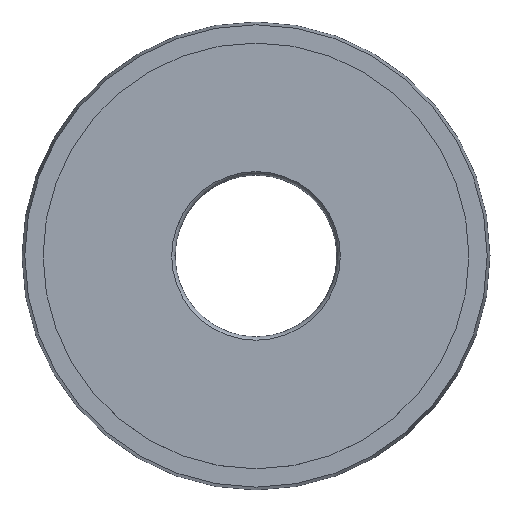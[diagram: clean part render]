
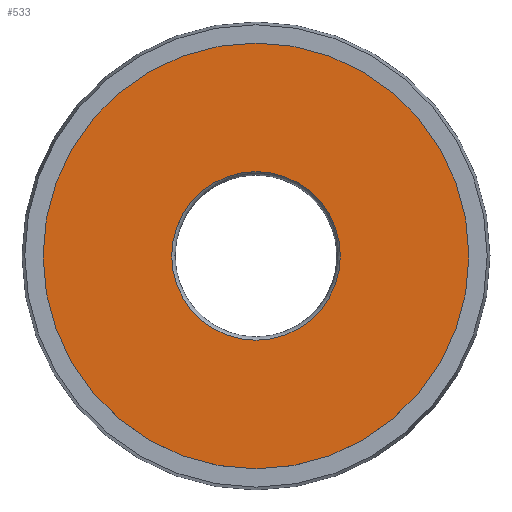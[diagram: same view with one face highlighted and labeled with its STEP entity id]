
A CAD part, top view. The second image highlights one B-rep face of the part: STEP entity #533.
In plain terms, the highlighted planar face has unit normal (0, 0, 1).
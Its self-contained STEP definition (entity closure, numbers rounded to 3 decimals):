
#11 = CARTESIAN_POINT ( 'NONE',  ( 0., 0., 0. ) ) ;
#22 = DIRECTION ( 'NONE',  ( 0., 0., 1. ) ) ;
#47 = DIRECTION ( 'NONE',  ( 0., 0., -1. ) ) ;
#48 = AXIS2_PLACEMENT_3D ( 'NONE', #143, #483, #635 ) ;
#56 = DIRECTION ( 'NONE',  ( 0., 0., 1. ) ) ;
#59 = DIRECTION ( 'NONE',  ( -1., 0., 0. ) ) ;
#76 = DIRECTION ( 'NONE',  ( 1., 0., 0. ) ) ;
#78 = AXIS2_PLACEMENT_3D ( 'NONE', #11, #22, #457 ) ;
#80 = CIRCLE ( 'NONE', #261, 6. ) ;
#106 = PLANE ( 'NONE',  #227 ) ;
#125 = EDGE_CURVE ( 'NONE', #381, #250, #320, .T. ) ;
#143 = CARTESIAN_POINT ( 'NONE',  ( 0., 0., 0. ) ) ;
#227 = AXIS2_PLACEMENT_3D ( 'NONE', #292, #47, #59 ) ;
#231 = EDGE_LOOP ( 'NONE', ( #438, #538 ) ) ;
#250 = VERTEX_POINT ( 'NONE', #411 ) ;
#261 = AXIS2_PLACEMENT_3D ( 'NONE', #498, #56, #645 ) ;
#292 = CARTESIAN_POINT ( 'NONE',  ( 0., 0., 0. ) ) ;
#320 = CIRCLE ( 'NONE', #599, 15.15 ) ;
#321 = CIRCLE ( 'NONE', #78, 15.15 ) ;
#326 = FACE_BOUND ( 'NONE', #620, .T. ) ;
#341 = CARTESIAN_POINT ( 'NONE',  ( 6., 0., 0. ) ) ;
#360 = CARTESIAN_POINT ( 'NONE',  ( -6., 0., 0. ) ) ;
#361 = CARTESIAN_POINT ( 'NONE',  ( 0., 0., 0. ) ) ;
#376 = VERTEX_POINT ( 'NONE', #360 ) ;
#381 = VERTEX_POINT ( 'NONE', #623 ) ;
#411 = CARTESIAN_POINT ( 'NONE',  ( 15.15, 0., 0. ) ) ;
#438 = ORIENTED_EDGE ( 'NONE', *, *, #640, .T. ) ;
#457 = DIRECTION ( 'NONE',  ( 1., 0., 0. ) ) ;
#470 = CIRCLE ( 'NONE', #48, 6. ) ;
#483 = DIRECTION ( 'NONE',  ( 0., 0., 1. ) ) ;
#497 = ORIENTED_EDGE ( 'NONE', *, *, #560, .F. ) ;
#498 = CARTESIAN_POINT ( 'NONE',  ( 0., 0., 0. ) ) ;
#521 = FACE_OUTER_BOUND ( 'NONE', #231, .T. ) ;
#523 = EDGE_CURVE ( 'NONE', #573, #376, #470, .T. ) ;
#524 = ORIENTED_EDGE ( 'NONE', *, *, #523, .F. ) ;
#533 = ADVANCED_FACE ( 'NONE', ( #326, #521 ), #106, .F. ) ;
#538 = ORIENTED_EDGE ( 'NONE', *, *, #125, .T. ) ;
#560 = EDGE_CURVE ( 'NONE', #376, #573, #80, .T. ) ;
#573 = VERTEX_POINT ( 'NONE', #341 ) ;
#599 = AXIS2_PLACEMENT_3D ( 'NONE', #361, #616, #76 ) ;
#616 = DIRECTION ( 'NONE',  ( 0., 0., 1. ) ) ;
#620 = EDGE_LOOP ( 'NONE', ( #524, #497 ) ) ;
#623 = CARTESIAN_POINT ( 'NONE',  ( -15.15, 0., 0. ) ) ;
#635 = DIRECTION ( 'NONE',  ( 1., 0., 0. ) ) ;
#640 = EDGE_CURVE ( 'NONE', #250, #381, #321, .T. ) ;
#645 = DIRECTION ( 'NONE',  ( 1., 0., 0. ) ) ;
